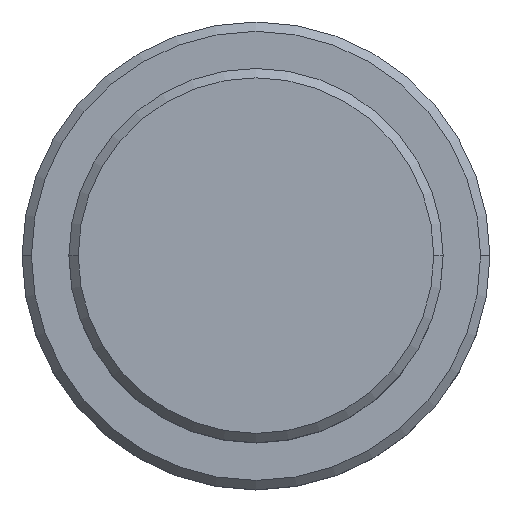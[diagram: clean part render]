
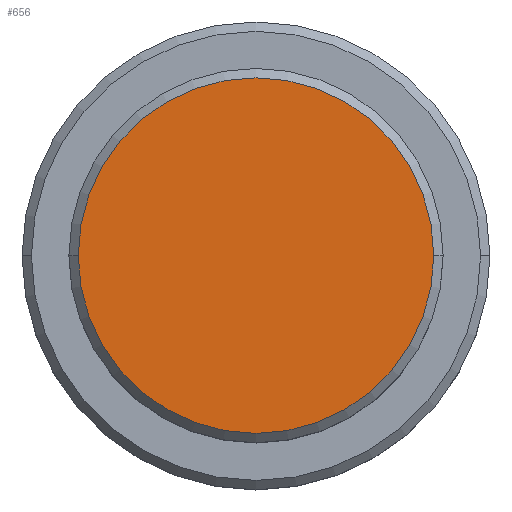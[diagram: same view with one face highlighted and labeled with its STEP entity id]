
A CAD part, top view. The second image highlights one B-rep face of the part: STEP entity #656.
In plain terms, the highlighted planar face has unit normal (0, 0, 1).
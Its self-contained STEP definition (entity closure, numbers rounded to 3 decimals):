
#51 = ORIENTED_EDGE ( 'NONE', *, *, #356, .T. ) ;
#66 = DIRECTION ( 'NONE',  ( 1., 0., 0. ) ) ;
#128 = DIRECTION ( 'NONE',  ( 0., 0., 1. ) ) ;
#130 = VERTEX_POINT ( 'NONE', #279 ) ;
#170 = CIRCLE ( 'NONE', #984, 9.5 ) ;
#172 = AXIS2_PLACEMENT_3D ( 'NONE', #1143, #128, #258 ) ;
#258 = DIRECTION ( 'NONE',  ( 1., 0., 0. ) ) ;
#279 = CARTESIAN_POINT ( 'NONE',  ( -9.5, 0., 0. ) ) ;
#303 = CIRCLE ( 'NONE', #1107, 9.5 ) ;
#356 = EDGE_CURVE ( 'NONE', #1163, #130, #303, .T. ) ;
#537 = ORIENTED_EDGE ( 'NONE', *, *, #1219, .T. ) ;
#539 = EDGE_LOOP ( 'NONE', ( #537, #51 ) ) ;
#621 = CARTESIAN_POINT ( 'NONE',  ( 9.5, 0., 0. ) ) ;
#656 = ADVANCED_FACE ( 'NONE', ( #1031 ), #1126, .T. ) ;
#720 = DIRECTION ( 'NONE',  ( 0., 0., 1. ) ) ;
#741 = CARTESIAN_POINT ( 'NONE',  ( 0., 0., 0. ) ) ;
#841 = CARTESIAN_POINT ( 'NONE',  ( 0., 0., 0. ) ) ;
#984 = AXIS2_PLACEMENT_3D ( 'NONE', #841, #720, #1372 ) ;
#1031 = FACE_OUTER_BOUND ( 'NONE', #539, .T. ) ;
#1070 = DIRECTION ( 'NONE',  ( 0., 0., 1. ) ) ;
#1107 = AXIS2_PLACEMENT_3D ( 'NONE', #741, #1070, #66 ) ;
#1126 = PLANE ( 'NONE',  #172 ) ;
#1143 = CARTESIAN_POINT ( 'NONE',  ( 0., 0., 0. ) ) ;
#1163 = VERTEX_POINT ( 'NONE', #621 ) ;
#1219 = EDGE_CURVE ( 'NONE', #130, #1163, #170, .T. ) ;
#1372 = DIRECTION ( 'NONE',  ( 1., 0., 0. ) ) ;
